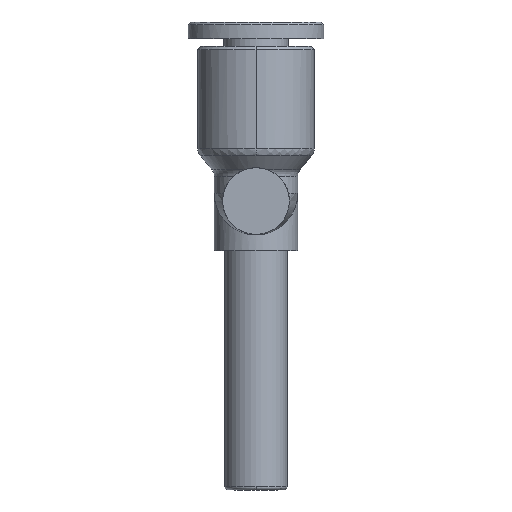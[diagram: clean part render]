
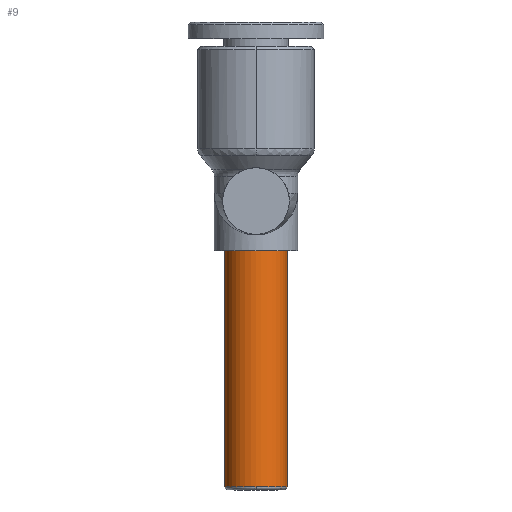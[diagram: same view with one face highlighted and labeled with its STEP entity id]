
A CAD part, left-side view. The second image highlights one B-rep face of the part: STEP entity #9.
In plain terms, the highlighted cylindrical face has radius 3 mm (diameter 6 mm), a partial arc.
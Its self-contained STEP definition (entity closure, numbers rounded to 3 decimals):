
#9 = ADVANCED_FACE ( 'NONE', ( #4342 ), #1505, .T. ) ;
#164 = ORIENTED_EDGE ( 'NONE', *, *, #1468, .T. ) ;
#170 = DIRECTION ( 'NONE',  ( 0., 0., 1. ) ) ;
#566 = CARTESIAN_POINT ( 'NONE',  ( 49.269, 20.287, 8.841 ) ) ;
#658 = DIRECTION ( 'NONE',  ( 0., -1., 0. ) ) ;
#759 = VERTEX_POINT ( 'NONE', #14277 ) ;
#1361 = CARTESIAN_POINT ( 'NONE',  ( 49.269, 20.287, -13.859 ) ) ;
#1468 = EDGE_CURVE ( 'NONE', #1728, #17473, #9714, .T. ) ;
#1505 = CYLINDRICAL_SURFACE ( 'NONE', #22952, 3. ) ;
#1728 = VERTEX_POINT ( 'NONE', #11230 ) ;
#1947 = DIRECTION ( 'NONE',  ( 0., -1., 0. ) ) ;
#2351 = VECTOR ( 'NONE', #6390, 1000. ) ;
#2521 = AXIS2_PLACEMENT_3D ( 'NONE', #8206, #20871, #10006 ) ;
#2591 = VERTEX_POINT ( 'NONE', #566 ) ;
#2592 = AXIS2_PLACEMENT_3D ( 'NONE', #10991, #170, #1947 ) ;
#2932 = CARTESIAN_POINT ( 'NONE',  ( 49.269, 14.287, -2.659 ) ) ;
#2936 = ORIENTED_EDGE ( 'NONE', *, *, #19277, .T. ) ;
#4342 = FACE_OUTER_BOUND ( 'NONE', #5400, .T. ) ;
#4406 = VERTEX_POINT ( 'NONE', #1361 ) ;
#4458 = CARTESIAN_POINT ( 'NONE',  ( 49.269, 17.287, -13.859 ) ) ;
#5400 = EDGE_LOOP ( 'NONE', ( #6383, #14343, #14618, #164, #2936 ) ) ;
#6017 = VECTOR ( 'NONE', #11331, 1000. ) ;
#6383 = ORIENTED_EDGE ( 'NONE', *, *, #12115, .F. ) ;
#6390 = DIRECTION ( 'NONE',  ( 0., 0., 1. ) ) ;
#8206 = CARTESIAN_POINT ( 'NONE',  ( 49.269, 17.287, 8.841 ) ) ;
#8249 = CARTESIAN_POINT ( 'NONE',  ( 49.269, 14.287, 8.841 ) ) ;
#9663 = CARTESIAN_POINT ( 'NONE',  ( 49.269, 20.287, -2.659 ) ) ;
#9714 = LINE ( 'NONE', #2932, #2351 ) ;
#9837 = EDGE_CURVE ( 'NONE', #759, #1728, #12046, .T. ) ;
#9870 = CARTESIAN_POINT ( 'NONE',  ( 49.269, 17.287, -2.659 ) ) ;
#10006 = DIRECTION ( 'NONE',  ( 0., -1., 0. ) ) ;
#10812 = LINE ( 'NONE', #9663, #6017 ) ;
#10991 = CARTESIAN_POINT ( 'NONE',  ( 49.269, 17.287, -13.859 ) ) ;
#11230 = CARTESIAN_POINT ( 'NONE',  ( 49.269, 14.287, -13.859 ) ) ;
#11331 = DIRECTION ( 'NONE',  ( 0., 0., 1. ) ) ;
#12046 = CIRCLE ( 'NONE', #2592, 3. ) ;
#12115 = EDGE_CURVE ( 'NONE', #4406, #2591, #10812, .T. ) ;
#13521 = AXIS2_PLACEMENT_3D ( 'NONE', #4458, #22262, #658 ) ;
#14277 = CARTESIAN_POINT ( 'NONE',  ( 46.269, 17.287, -13.859 ) ) ;
#14343 = ORIENTED_EDGE ( 'NONE', *, *, #23077, .T. ) ;
#14618 = ORIENTED_EDGE ( 'NONE', *, *, #9837, .T. ) ;
#15358 = DIRECTION ( 'NONE',  ( 0., 0., 1. ) ) ;
#15440 = DIRECTION ( 'NONE',  ( 0., -1., 0. ) ) ;
#17272 = CIRCLE ( 'NONE', #13521, 3. ) ;
#17473 = VERTEX_POINT ( 'NONE', #8249 ) ;
#18803 = CIRCLE ( 'NONE', #2521, 3. ) ;
#19277 = EDGE_CURVE ( 'NONE', #17473, #2591, #18803, .T. ) ;
#20871 = DIRECTION ( 'NONE',  ( 0., 0., -1. ) ) ;
#22262 = DIRECTION ( 'NONE',  ( 0., 0., 1. ) ) ;
#22952 = AXIS2_PLACEMENT_3D ( 'NONE', #9870, #15358, #15440 ) ;
#23077 = EDGE_CURVE ( 'NONE', #4406, #759, #17272, .T. ) ;
